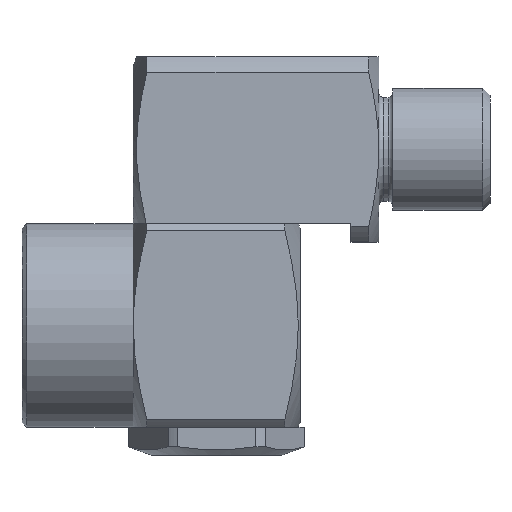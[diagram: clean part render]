
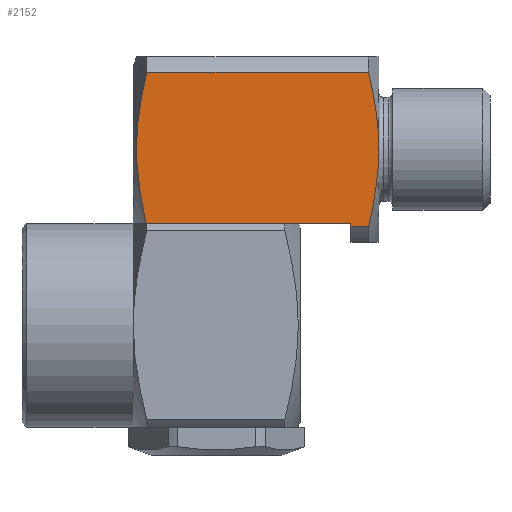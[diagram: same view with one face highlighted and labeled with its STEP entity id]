
A CAD part, top view. The second image highlights one B-rep face of the part: STEP entity #2152.
In plain terms, the highlighted planar face has unit normal (0, 0, 1).
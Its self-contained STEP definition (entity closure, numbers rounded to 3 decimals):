
#49=LINE('',#2946,#99);
#53=LINE('',#2980,#103);
#57=LINE('',#3042,#107);
#58=LINE('',#3044,#108);
#59=LINE('',#3047,#109);
#60=LINE('',#3048,#110);
#99=VECTOR('',#2486,1000.);
#103=VECTOR('',#2504,1000.);
#107=VECTOR('',#2534,1000.);
#108=VECTOR('',#2537,1000.);
#109=VECTOR('',#2538,1000.);
#110=VECTOR('',#2539,1000.);
#161=PLANE('',#2283);
#196=B_SPLINE_CURVE_WITH_KNOTS('',3,(#2950,#2951,#2952,#2953),
 .UNSPECIFIED.,.F.,.F.,(4,4),(0.012,0.02),
 .UNSPECIFIED.);
#197=B_SPLINE_CURVE_WITH_KNOTS('',3,(#2955,#2956,#2957,#2958),
 .UNSPECIFIED.,.F.,.F.,(4,4),(0.02,0.029),
 .UNSPECIFIED.);
#203=B_SPLINE_CURVE_WITH_KNOTS('',3,(#3005,#3006,#3007,#3008,#3009,#3010),
 .UNSPECIFIED.,.F.,.F.,(4,1,1,4),(0.012,0.02,
0.024,0.028),.UNSPECIFIED.);
#321=ORIENTED_EDGE('',*,*,#667,.F.);
#322=ORIENTED_EDGE('',*,*,#668,.F.);
#323=ORIENTED_EDGE('',*,*,#649,.F.);
#324=ORIENTED_EDGE('',*,*,#641,.F.);
#325=ORIENTED_EDGE('',*,*,#640,.F.);
#326=ORIENTED_EDGE('',*,*,#638,.F.);
#327=ORIENTED_EDGE('',*,*,#657,.F.);
#328=ORIENTED_EDGE('',*,*,#666,.F.);
#329=ORIENTED_EDGE('',*,*,#669,.T.);
#638=EDGE_CURVE('',#824,#825,#49,.F.);
#640=EDGE_CURVE('',#825,#812,#196,.T.);
#641=EDGE_CURVE('',#812,#826,#197,.T.);
#649=EDGE_CURVE('',#826,#831,#53,.T.);
#657=EDGE_CURVE('',#835,#824,#203,.F.);
#666=EDGE_CURVE('',#840,#835,#57,.T.);
#667=EDGE_CURVE('',#841,#842,#58,.T.);
#668=EDGE_CURVE('',#831,#841,#59,.T.);
#669=EDGE_CURVE('',#840,#842,#60,.T.);
#812=VERTEX_POINT('',#2906);
#824=VERTEX_POINT('',#2945);
#825=VERTEX_POINT('',#2947);
#826=VERTEX_POINT('',#2959);
#831=VERTEX_POINT('',#2979);
#835=VERTEX_POINT('',#3004);
#840=VERTEX_POINT('',#3041);
#841=VERTEX_POINT('',#3045);
#842=VERTEX_POINT('',#3046);
#1062=EDGE_LOOP('',(#321,#322,#323,#324,#325,#326,#327,#328,#329));
#1224=FACE_BOUND('',#1062,.T.);
#2152=ADVANCED_FACE('',(#1224),#161,.F.);
#2283=AXIS2_PLACEMENT_3D('',#3043,#2535,#2536);
#2486=DIRECTION('',(-1.,0.,0.));
#2504=DIRECTION('',(-1.,0.,0.));
#2534=DIRECTION('',(-1.,0.,0.));
#2535=DIRECTION('',(0.,0.,-1.));
#2536=DIRECTION('',(0.,1.,0.));
#2537=DIRECTION('',(-1.,0.,0.));
#2538=DIRECTION('',(0.,1.,0.));
#2539=DIRECTION('',(1.,0.,0.));
#2906=CARTESIAN_POINT('',(17.5,33.,10.));
#2945=CARTESIAN_POINT('',(-7.544,41.307,10.));
#2946=CARTESIAN_POINT('',(-39.,41.307,10.));
#2947=CARTESIAN_POINT('',(16.408,41.307,10.));
#2950=CARTESIAN_POINT('',(16.408,41.307,10.));
#2951=CARTESIAN_POINT('',(17.047,38.558,10.));
#2952=CARTESIAN_POINT('',(17.5,35.784,10.));
#2953=CARTESIAN_POINT('',(17.5,33.,10.));
#2955=CARTESIAN_POINT('',(17.5,33.,10.));
#2956=CARTESIAN_POINT('',(17.5,30.231,10.));
#2957=CARTESIAN_POINT('',(17.043,27.422,10.));
#2958=CARTESIAN_POINT('',(16.408,24.693,10.));
#2959=CARTESIAN_POINT('',(16.408,24.693,10.));
#2979=CARTESIAN_POINT('',(14.5,24.693,10.));
#2980=CARTESIAN_POINT('',(-39.,24.693,10.));
#3004=CARTESIAN_POINT('',(-7.615,25.,10.));
#3005=CARTESIAN_POINT('',(-7.544,41.307,10.));
#3006=CARTESIAN_POINT('',(-8.17,38.616,10.));
#3007=CARTESIAN_POINT('',(-8.84,34.546,10.));
#3008=CARTESIAN_POINT('',(-8.45,29.079,10.));
#3009=CARTESIAN_POINT('',(-7.92,26.344,10.));
#3010=CARTESIAN_POINT('',(-7.615,25.,10.));
#3041=CARTESIAN_POINT('',(-7.593,25.,10.));
#3042=CARTESIAN_POINT('',(14.5,25.,10.));
#3043=CARTESIAN_POINT('',(29.5,43.,10.));
#3044=CARTESIAN_POINT('',(14.5,25.,10.));
#3045=CARTESIAN_POINT('',(14.5,25.,10.));
#3046=CARTESIAN_POINT('',(7.411,25.,10.));
#3047=CARTESIAN_POINT('',(14.5,18.128,10.));
#3048=CARTESIAN_POINT('',(-21.,25.,10.));
